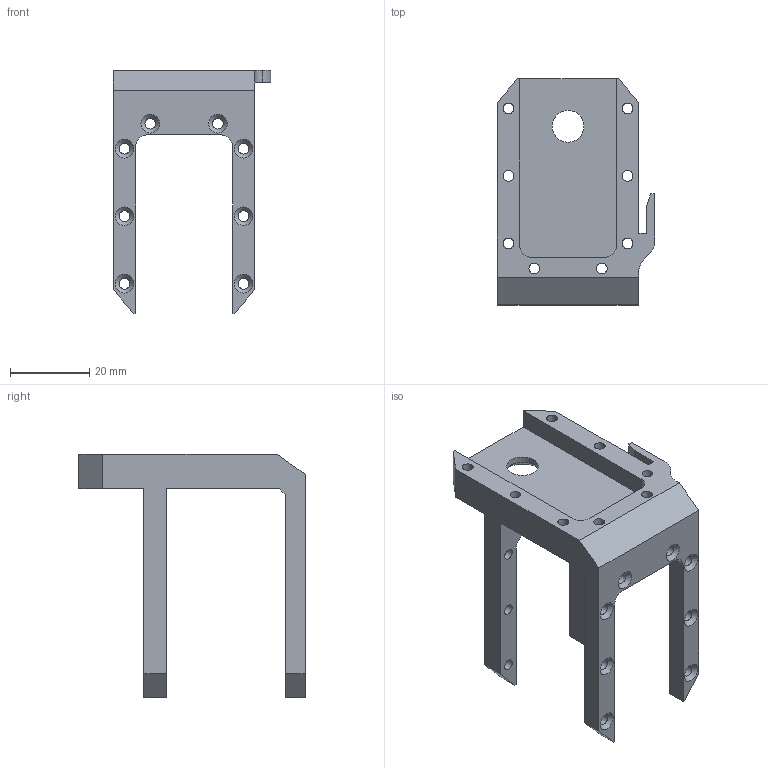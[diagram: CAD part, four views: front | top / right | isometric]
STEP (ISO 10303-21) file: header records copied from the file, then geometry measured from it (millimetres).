
FILE_DESCRIPTION(/* description */ (''),/* implementation_level */ '2;1');
FILE_NAME(/* name */ 'Holder-thing.step',/* time_stamp */ '2020-11-11T14:44:11+01:00',/* author */ (''),/* organization */ (''),/* preprocessor_version */ 'ST-DEVELOPER v18.1',/* originating_system */ 'Autodesk Translation Framework v9.3.0.1241',/* authorisation */ '');
FILE_SCHEMA (('AUTOMOTIVE_DESIGN { 1 0 10303 214 3 1 1 }'));
Length unit declared in the file: metre
Products named in the file (1): FusionComponent
Bounding box: 39.6 x 57 x 61.2 mm (x, y, z)
Volume: 17947.3 mm3; surface area: 11830.6 mm2
Topology: 1 solids, 1 shells, 92 faces, 258 edges, 165 vertices
Faces by surface type: plane 38, cylinder 33, cone 21
Full cylindrical faces by diameter (mm): 2.7 x24, 8 x1
Entity records: 3101 total; most frequent: DIRECTION 531, CARTESIAN_POINT 522, ORIENTED_EDGE 516, EDGE_CURVE 258, AXIS2_PLACEMENT_3D 183, LINE 165, VECTOR 165, VERTEX_POINT 165
